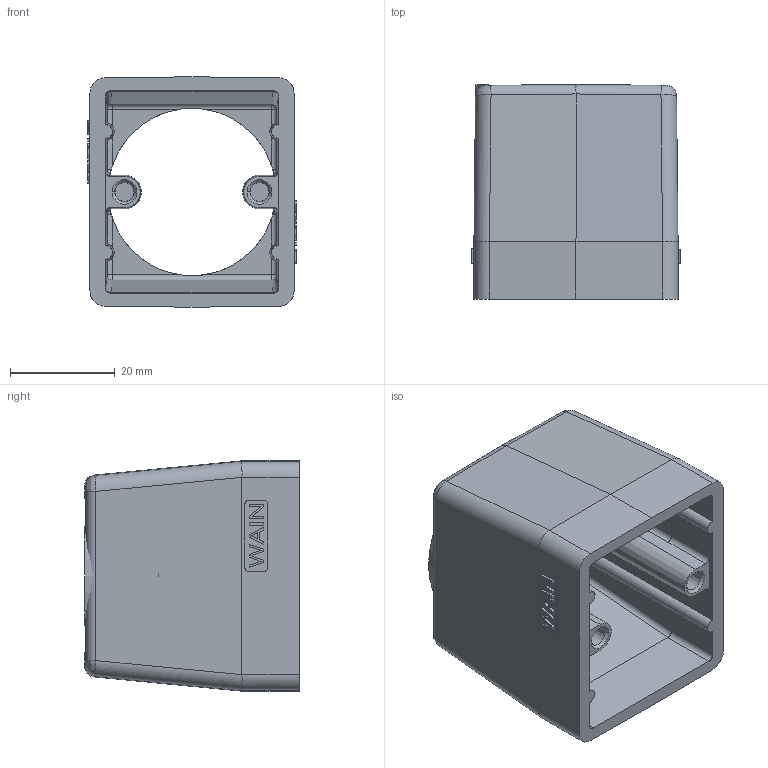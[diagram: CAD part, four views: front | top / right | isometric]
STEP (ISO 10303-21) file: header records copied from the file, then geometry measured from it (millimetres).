
FILE_DESCRIPTION((''),'2;1');
FILE_NAME('H2M-TE-M32-111','2017-06-14T',('lj.zou'),(''),'PRO/ENGINEER BY PARAMETRIC TECHNOLOGY CORPORATION, 2012480','PRO/ENGINEER BY PARAMETRIC TECHNOLOGY CORPORATION, 2012480','');
FILE_SCHEMA(('CONFIG_CONTROL_DESIGN'));
Length unit declared in the file: millimetre
Products named in the file (1): H2M-TE-M32-111
Bounding box: 39.9 x 41 x 44 mm (x, y, z)
Volume: 20142.6 mm3; surface area: 14457.2 mm2
Topology: 1 solids, 2 shells, 240 faces, 648 edges, 416 vertices
Faces by surface type: plane 143, cylinder 57, cone 14, extrusion 14, sphere 8, bspline 4
Entity records: 8123 total; most frequent: CARTESIAN_POINT 2228, ORIENTED_EDGE 1278, DIRECTION 1085, EDGE_CURVE 640, VECTOR 437, LINE 423, VERTEX_POINT 416, AXIS2_PLACEMENT_3D 324
